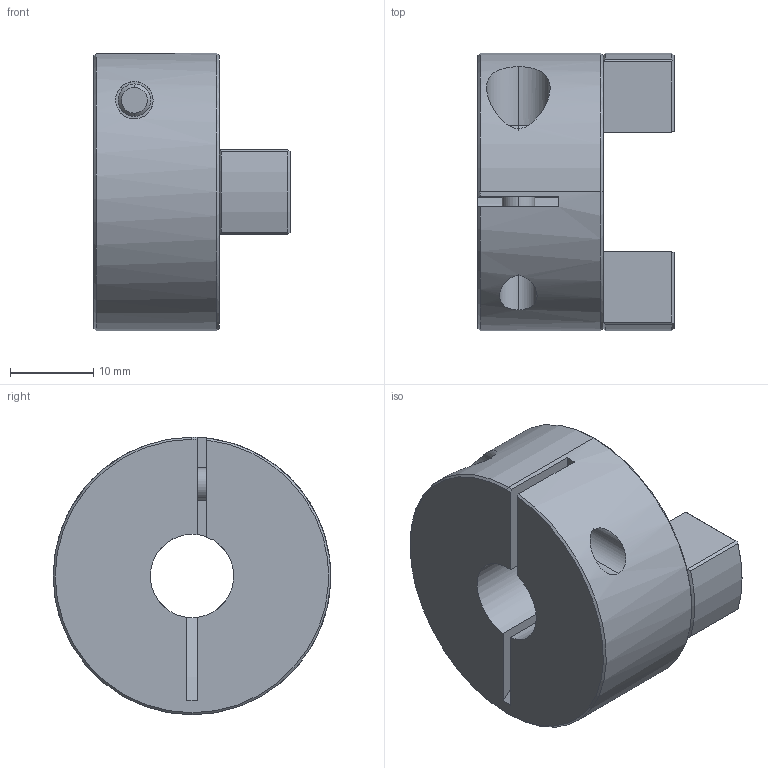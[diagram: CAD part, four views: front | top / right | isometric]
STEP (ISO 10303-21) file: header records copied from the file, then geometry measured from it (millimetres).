
FILE_DESCRIPTION (( 'STEP AP203' ), '1' );
FILE_NAME ('DC-DAC33-10M.step', '2020-06-03T18:05:37', ( '' ), ( '' ), 'SwSTEP 2.0', 'SolidWorks 2019', '' );
FILE_SCHEMA (( 'CONFIG_CONTROL_DESIGN' ));
Length unit declared in the file: millimetre
Products named in the file (1): DC-DAC33-10M
Bounding box: 23.5 x 33.27 x 33.27 mm (x, y, z)
Volume: 12695.4 mm3; surface area: 5163.6 mm2
Topology: 2 solids, 2 shells, 64 faces, 162 edges, 104 vertices
Faces by surface type: plane 32, cylinder 19, cone 13
Entity records: 2146 total; most frequent: CARTESIAN_POINT 527, ORIENTED_EDGE 324, DIRECTION 317, EDGE_CURVE 162, AXIS2_PLACEMENT_3D 118, VERTEX_POINT 104, LINE 81, VECTOR 81
